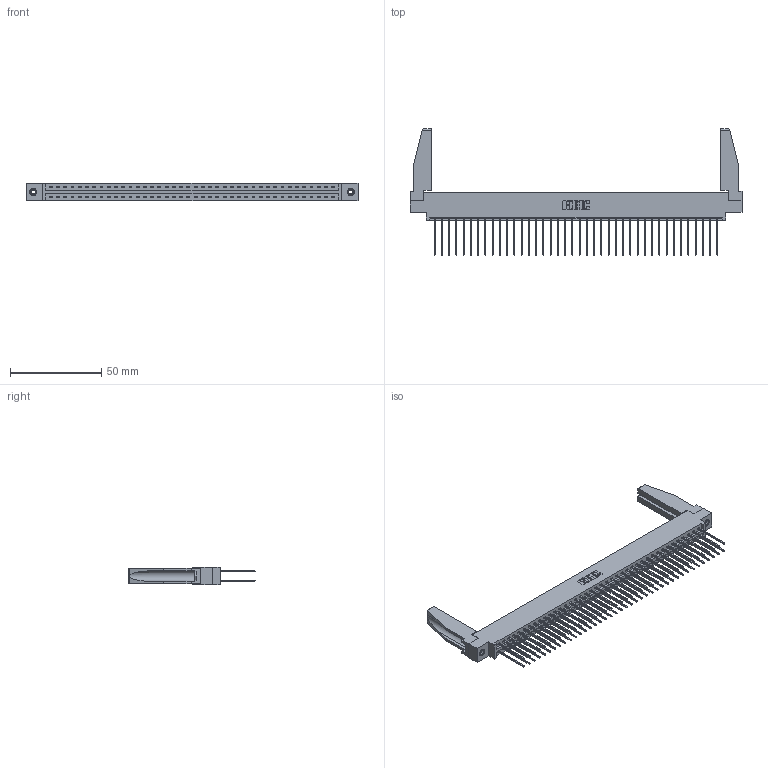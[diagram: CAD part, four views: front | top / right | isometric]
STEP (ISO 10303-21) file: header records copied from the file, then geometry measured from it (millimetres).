
FILE_DESCRIPTION (( 'STEP AP203' ), '1' );
FILE_NAME ('337-080-541-878.STEP', '2019-10-15T15:22:54', ( '' ), ( '' ), 'SwSTEP 2.0', 'SolidWorks 2016', '' );
FILE_SCHEMA (( 'CONFIG_CONTROL_DESIGN' ));
Length unit declared in the file: inch
Products named in the file (5): 345-292-001_345-293-141; 337 Part_0.170 Offset - 0.156 Dia-TI; 307-220-078; 337-080-541-878; 345-250-001_345-250-001-102
Assembly tree (85 placements, depth 2):
  337-080-541-878
    337 Part_0.170 Offset - 0.156 Dia-TI
    345-292-001_345-293-141  x80
    345-250-001_345-250-001-102  x2
    307-220-078  x2
Bounding box: 181.51 x 69.09 x 9.4 mm (x, y, z)
Volume: 23437 mm3; surface area: 28203.8 mm2
Topology: 85 solids, 85 shells, 4568 faces, 13533 edges, 8906 vertices
Faces by surface type: plane 3198, cylinder 1354, cone 12, torus 4
Entity records: 33862 total; most frequent: CARTESIAN_POINT 5708, ORIENTED_EDGE 5600, DIRECTION 4864, EDGE_CURVE 2800, VECTOR 2634, LINE 2634, VERTEX_POINT 1860, AXIS2_PLACEMENT_3D 1115
